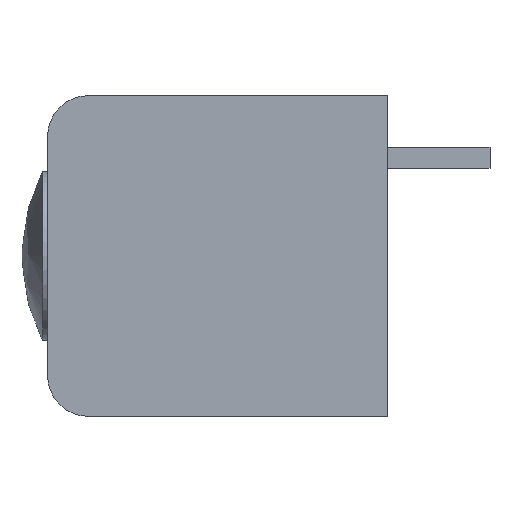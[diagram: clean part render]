
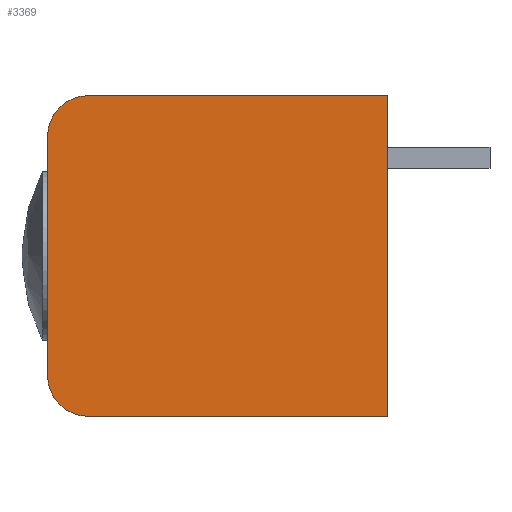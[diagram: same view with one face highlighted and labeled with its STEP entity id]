
A CAD part, left-side view. The second image highlights one B-rep face of the part: STEP entity #3369.
In plain terms, the highlighted planar face has unit normal (-1, 0, 0).
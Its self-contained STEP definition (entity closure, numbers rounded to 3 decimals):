
#181 = ORIENTED_EDGE ( 'NONE', *, *, #975, .F. ) ;
#188 = DIRECTION ( 'NONE',  ( 1., 0., 0. ) ) ;
#190 = CARTESIAN_POINT ( 'NONE',  ( -9.081, 0., -12.7 ) ) ;
#233 = DIRECTION ( 'NONE',  ( -1., 0., 0. ) ) ;
#289 = DIRECTION ( 'NONE',  ( 0., 1., 0. ) ) ;
#341 = CIRCLE ( 'NONE', #551, 1.6 ) ;
#343 = VERTEX_POINT ( 'NONE', #2375 ) ;
#353 = LINE ( 'NONE', #859, #4184 ) ;
#551 = AXIS2_PLACEMENT_3D ( 'NONE', #4622, #1991, #580 ) ;
#580 = DIRECTION ( 'NONE',  ( 0., 0., 1. ) ) ;
#755 = EDGE_LOOP ( 'NONE', ( #4393, #1853, #181, #4087, #2155, #3545 ) ) ;
#859 = CARTESIAN_POINT ( 'NONE',  ( -9.081, 13.462, -1.6 ) ) ;
#928 = CARTESIAN_POINT ( 'NONE',  ( -9.081, 11.862, -11.1 ) ) ;
#975 = EDGE_CURVE ( 'NONE', #1976, #2242, #341, .T. ) ;
#1066 = CIRCLE ( 'NONE', #4254, 1.6 ) ;
#1299 = CARTESIAN_POINT ( 'NONE',  ( -9.081, 11.862, 0. ) ) ;
#1411 = VECTOR ( 'NONE', #4785, 1000. ) ;
#1443 = EDGE_CURVE ( 'NONE', #2242, #2971, #1726, .T. ) ;
#1566 = DIRECTION ( 'NONE',  ( 0., 0., 1. ) ) ;
#1726 = LINE ( 'NONE', #3756, #4081 ) ;
#1853 = ORIENTED_EDGE ( 'NONE', *, *, #1443, .F. ) ;
#1926 = CARTESIAN_POINT ( 'NONE',  ( -9.081, 13.462, -1.6 ) ) ;
#1949 = AXIS2_PLACEMENT_3D ( 'NONE', #2803, #233, #3880 ) ;
#1976 = VERTEX_POINT ( 'NONE', #1926 ) ;
#1991 = DIRECTION ( 'NONE',  ( 1., 0., 0. ) ) ;
#1995 = DIRECTION ( 'NONE',  ( 0., 0., 1. ) ) ;
#2155 = ORIENTED_EDGE ( 'NONE', *, *, #2267, .F. ) ;
#2242 = VERTEX_POINT ( 'NONE', #1299 ) ;
#2267 = EDGE_CURVE ( 'NONE', #3991, #343, #1066, .T. ) ;
#2278 = VECTOR ( 'NONE', #289, 1000. ) ;
#2375 = CARTESIAN_POINT ( 'NONE',  ( -9.081, 13.462, -11.1 ) ) ;
#2803 = CARTESIAN_POINT ( 'NONE',  ( -9.081, 0., 0. ) ) ;
#2809 = FACE_OUTER_BOUND ( 'NONE', #755, .T. ) ;
#2815 = CARTESIAN_POINT ( 'NONE',  ( -9.081, 11.862, -12.7 ) ) ;
#2971 = VERTEX_POINT ( 'NONE', #3611 ) ;
#3005 = DIRECTION ( 'NONE',  ( 0., -1., 0. ) ) ;
#3250 = LINE ( 'NONE', #3285, #1411 ) ;
#3285 = CARTESIAN_POINT ( 'NONE',  ( -9.081, 0., -12.7 ) ) ;
#3369 = ADVANCED_FACE ( 'NONE', ( #2809 ), #4656, .T. ) ;
#3535 = EDGE_CURVE ( 'NONE', #4027, #3991, #4269, .T. ) ;
#3545 = ORIENTED_EDGE ( 'NONE', *, *, #3535, .F. ) ;
#3611 = CARTESIAN_POINT ( 'NONE',  ( -9.081, 0., 0. ) ) ;
#3756 = CARTESIAN_POINT ( 'NONE',  ( -9.081, 0., 0. ) ) ;
#3880 = DIRECTION ( 'NONE',  ( 0., 0., 1. ) ) ;
#3991 = VERTEX_POINT ( 'NONE', #2815 ) ;
#4027 = VERTEX_POINT ( 'NONE', #190 ) ;
#4081 = VECTOR ( 'NONE', #3005, 1000. ) ;
#4087 = ORIENTED_EDGE ( 'NONE', *, *, #4551, .F. ) ;
#4184 = VECTOR ( 'NONE', #1566, 1000. ) ;
#4254 = AXIS2_PLACEMENT_3D ( 'NONE', #928, #188, #1995 ) ;
#4267 = EDGE_CURVE ( 'NONE', #2971, #4027, #3250, .T. ) ;
#4269 = LINE ( 'NONE', #4661, #2278 ) ;
#4393 = ORIENTED_EDGE ( 'NONE', *, *, #4267, .F. ) ;
#4551 = EDGE_CURVE ( 'NONE', #343, #1976, #353, .T. ) ;
#4622 = CARTESIAN_POINT ( 'NONE',  ( -9.081, 11.862, -1.6 ) ) ;
#4656 = PLANE ( 'NONE',  #1949 ) ;
#4661 = CARTESIAN_POINT ( 'NONE',  ( -9.081, 11.862, -12.7 ) ) ;
#4785 = DIRECTION ( 'NONE',  ( 0., 0., -1. ) ) ;
